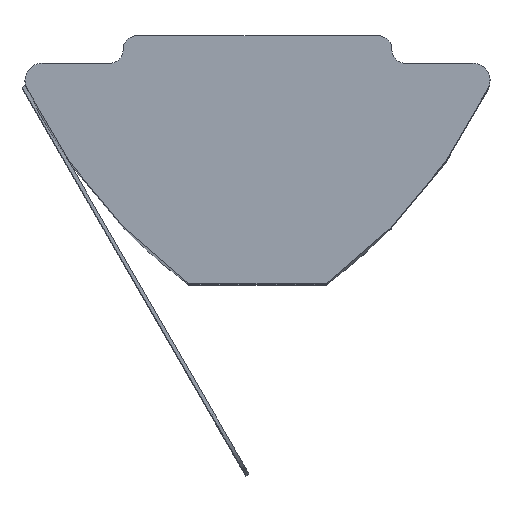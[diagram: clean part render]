
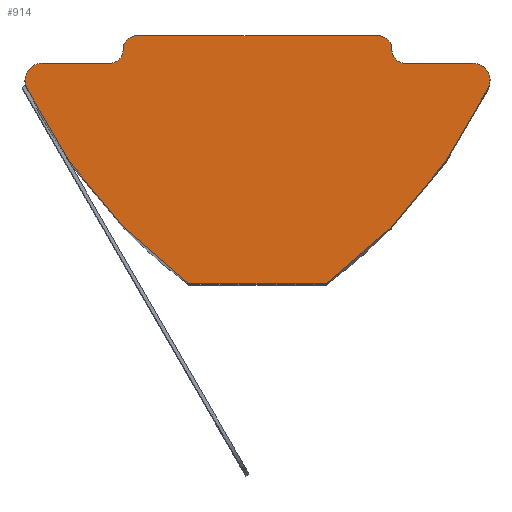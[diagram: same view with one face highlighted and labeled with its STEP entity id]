
A CAD part, top view. The second image highlights one B-rep face of the part: STEP entity #914.
In plain terms, the highlighted planar face has unit normal (0, 0, 1).
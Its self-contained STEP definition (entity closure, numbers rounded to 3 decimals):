
#2 = AXIS2_PLACEMENT_3D ( 'NONE', #814, #646, #358 ) ;
#9 = DIRECTION ( 'NONE',  ( 1., 0., 0. ) ) ;
#14 = DIRECTION ( 'NONE',  ( 1., 0., 0. ) ) ;
#17 = CARTESIAN_POINT ( 'NONE',  ( 2., -7.2, 22. ) ) ;
#32 = ORIENTED_EDGE ( 'NONE', *, *, #550, .T. ) ;
#34 = CIRCLE ( 'NONE', #193, 0.5 ) ;
#40 = VERTEX_POINT ( 'NONE', #440 ) ;
#45 = VERTEX_POINT ( 'NONE', #820 ) ;
#54 = AXIS2_PLACEMENT_3D ( 'NONE', #169, #371, #825 ) ;
#72 = EDGE_CURVE ( 'NONE', #340, #1121, #272, .T. ) ;
#74 = AXIS2_PLACEMENT_3D ( 'NONE', #265, #1116, #278 ) ;
#85 = DIRECTION ( 'NONE',  ( 0., 0., 1. ) ) ;
#99 = CARTESIAN_POINT ( 'NONE',  ( -6.25, -1.3, 22. ) ) ;
#103 = EDGE_CURVE ( 'NONE', #40, #308, #743, .T. ) ;
#108 = DIRECTION ( 'NONE',  ( -1., 0., 0. ) ) ;
#137 = DIRECTION ( 'NONE',  ( 1., 0., 0. ) ) ;
#141 = CARTESIAN_POINT ( 'NONE',  ( -6.702, -1.514, 22. ) ) ;
#169 = CARTESIAN_POINT ( 'NONE',  ( -4.3, -0.4, 22. ) ) ;
#177 = VERTEX_POINT ( 'NONE', #808 ) ;
#193 = AXIS2_PLACEMENT_3D ( 'NONE', #959, #949, #14 ) ;
#198 = CARTESIAN_POINT ( 'NONE',  ( -6.854, 4.908, 22. ) ) ;
#199 = ORIENTED_EDGE ( 'NONE', *, *, #427, .T. ) ;
#236 = ORIENTED_EDGE ( 'NONE', *, *, #103, .T. ) ;
#237 = CARTESIAN_POINT ( 'NONE',  ( 6.25, -0.8, 22. ) ) ;
#265 = CARTESIAN_POINT ( 'NONE',  ( -6.25, -1.3, 22. ) ) ;
#270 = CARTESIAN_POINT ( 'NONE',  ( -3.5, -0.4, 22. ) ) ;
#272 = CIRCLE ( 'NONE', #2, 0.5 ) ;
#278 = DIRECTION ( 'NONE',  ( 1., 0., 0. ) ) ;
#289 = CARTESIAN_POINT ( 'NONE',  ( -6.75, -1.3, 22. ) ) ;
#291 = AXIS2_PLACEMENT_3D ( 'NONE', #714, #500, #890 ) ;
#306 = CARTESIAN_POINT ( 'NONE',  ( 3.9, -0.8, 22. ) ) ;
#308 = VERTEX_POINT ( 'NONE', #915 ) ;
#312 = CARTESIAN_POINT ( 'NONE',  ( -3.9, -0.8, 22. ) ) ;
#334 = CIRCLE ( 'NONE', #700, 15. ) ;
#339 = LINE ( 'NONE', #989, #1151 ) ;
#340 = VERTEX_POINT ( 'NONE', #372 ) ;
#355 = AXIS2_PLACEMENT_3D ( 'NONE', #980, #508, #895 ) ;
#358 = DIRECTION ( 'NONE',  ( -1., 0., 0. ) ) ;
#363 = CARTESIAN_POINT ( 'NONE',  ( 4.3, -0.4, 22. ) ) ;
#371 = DIRECTION ( 'NONE',  ( 0., 0., -1. ) ) ;
#372 = CARTESIAN_POINT ( 'NONE',  ( 6.702, -1.514, 22. ) ) ;
#411 = EDGE_CURVE ( 'NONE', #45, #481, #587, .T. ) ;
#419 = EDGE_CURVE ( 'NONE', #481, #504, #34, .T. ) ;
#427 = EDGE_CURVE ( 'NONE', #1121, #40, #857, .T. ) ;
#440 = CARTESIAN_POINT ( 'NONE',  ( 4.3, -0.8, 22. ) ) ;
#462 = LINE ( 'NONE', #729, #1133 ) ;
#469 = AXIS2_PLACEMENT_3D ( 'NONE', #363, #916, #1105 ) ;
#476 = CARTESIAN_POINT ( 'NONE',  ( -6.25, -0.8, 22. ) ) ;
#481 = VERTEX_POINT ( 'NONE', #476 ) ;
#484 = DIRECTION ( 'NONE',  ( -1., 0., 0. ) ) ;
#500 = DIRECTION ( 'NONE',  ( 0., 0., 1. ) ) ;
#504 = VERTEX_POINT ( 'NONE', #289 ) ;
#508 = DIRECTION ( 'NONE',  ( 0., 0., 1. ) ) ;
#509 = CIRCLE ( 'NONE', #54, 0.4 ) ;
#510 = EDGE_CURVE ( 'NONE', #856, #340, #334, .T. ) ;
#531 = ORIENTED_EDGE ( 'NONE', *, *, #556, .T. ) ;
#550 = EDGE_CURVE ( 'NONE', #308, #985, #1070, .T. ) ;
#556 = EDGE_CURVE ( 'NONE', #1047, #177, #1091, .T. ) ;
#565 = FACE_OUTER_BOUND ( 'NONE', #871, .T. ) ;
#572 = DIRECTION ( 'NONE',  ( 0., 0., 1. ) ) ;
#577 = PLANE ( 'NONE',  #745 ) ;
#585 = ORIENTED_EDGE ( 'NONE', *, *, #709, .T. ) ;
#587 = LINE ( 'NONE', #312, #821 ) ;
#602 = CIRCLE ( 'NONE', #74, 0.5 ) ;
#609 = CARTESIAN_POINT ( 'NONE',  ( -3.5, 0., 22. ) ) ;
#646 = DIRECTION ( 'NONE',  ( 0., 0., 1. ) ) ;
#667 = DIRECTION ( 'NONE',  ( -1., 0., 0. ) ) ;
#674 = ORIENTED_EDGE ( 'NONE', *, *, #411, .T. ) ;
#693 = EDGE_CURVE ( 'NONE', #985, #1030, #462, .T. ) ;
#700 = AXIS2_PLACEMENT_3D ( 'NONE', #198, #572, #667 ) ;
#709 = EDGE_CURVE ( 'NONE', #504, #1047, #602, .T. ) ;
#714 = CARTESIAN_POINT ( 'NONE',  ( 6.854, 4.908, 22. ) ) ;
#729 = CARTESIAN_POINT ( 'NONE',  ( 3.9, 0., 22. ) ) ;
#735 = EDGE_CURVE ( 'NONE', #1030, #838, #996, .T. ) ;
#743 = CIRCLE ( 'NONE', #469, 0.4 ) ;
#745 = AXIS2_PLACEMENT_3D ( 'NONE', #99, #870, #9 ) ;
#783 = AXIS2_PLACEMENT_3D ( 'NONE', #270, #85, #835 ) ;
#792 = ORIENTED_EDGE ( 'NONE', *, *, #72, .T. ) ;
#794 = EDGE_CURVE ( 'NONE', #838, #45, #509, .T. ) ;
#808 = CARTESIAN_POINT ( 'NONE',  ( -2., -7.2, 22. ) ) ;
#814 = CARTESIAN_POINT ( 'NONE',  ( 6.25, -1.3, 22. ) ) ;
#817 = ORIENTED_EDGE ( 'NONE', *, *, #1098, .T. ) ;
#820 = CARTESIAN_POINT ( 'NONE',  ( -4.3, -0.8, 22. ) ) ;
#821 = VECTOR ( 'NONE', #108, 1000. ) ;
#825 = DIRECTION ( 'NONE',  ( 1., 0., 0. ) ) ;
#835 = DIRECTION ( 'NONE',  ( 1., 0., 0. ) ) ;
#838 = VERTEX_POINT ( 'NONE', #921 ) ;
#850 = CARTESIAN_POINT ( 'NONE',  ( 3.5, 0., 22. ) ) ;
#856 = VERTEX_POINT ( 'NONE', #17 ) ;
#857 = LINE ( 'NONE', #306, #917 ) ;
#870 = DIRECTION ( 'NONE',  ( 0., 0., 1. ) ) ;
#871 = EDGE_LOOP ( 'NONE', ( #199, #236, #32, #936, #907, #983, #674, #999, #585, #531, #817, #1074, #792 ) ) ;
#890 = DIRECTION ( 'NONE',  ( 1., 0., 0. ) ) ;
#895 = DIRECTION ( 'NONE',  ( 1., 0., 0. ) ) ;
#907 = ORIENTED_EDGE ( 'NONE', *, *, #735, .T. ) ;
#914 = ADVANCED_FACE ( 'NONE', ( #565 ), #577, .T. ) ;
#915 = CARTESIAN_POINT ( 'NONE',  ( 3.9, -0.4, 22. ) ) ;
#916 = DIRECTION ( 'NONE',  ( 0., 0., -1. ) ) ;
#917 = VECTOR ( 'NONE', #484, 1000. ) ;
#921 = CARTESIAN_POINT ( 'NONE',  ( -3.9, -0.4, 22. ) ) ;
#936 = ORIENTED_EDGE ( 'NONE', *, *, #693, .T. ) ;
#949 = DIRECTION ( 'NONE',  ( 0., 0., 1. ) ) ;
#959 = CARTESIAN_POINT ( 'NONE',  ( -6.25, -1.3, 22. ) ) ;
#980 = CARTESIAN_POINT ( 'NONE',  ( 3.5, -0.4, 22. ) ) ;
#983 = ORIENTED_EDGE ( 'NONE', *, *, #794, .T. ) ;
#985 = VERTEX_POINT ( 'NONE', #850 ) ;
#989 = CARTESIAN_POINT ( 'NONE',  ( -2., -7.2, 22. ) ) ;
#996 = CIRCLE ( 'NONE', #783, 0.4 ) ;
#999 = ORIENTED_EDGE ( 'NONE', *, *, #419, .T. ) ;
#1030 = VERTEX_POINT ( 'NONE', #609 ) ;
#1047 = VERTEX_POINT ( 'NONE', #141 ) ;
#1070 = CIRCLE ( 'NONE', #355, 0.4 ) ;
#1074 = ORIENTED_EDGE ( 'NONE', *, *, #510, .T. ) ;
#1091 = CIRCLE ( 'NONE', #291, 15. ) ;
#1098 = EDGE_CURVE ( 'NONE', #177, #856, #339, .T. ) ;
#1105 = DIRECTION ( 'NONE',  ( 1., 0., 0. ) ) ;
#1116 = DIRECTION ( 'NONE',  ( 0., 0., 1. ) ) ;
#1121 = VERTEX_POINT ( 'NONE', #237 ) ;
#1133 = VECTOR ( 'NONE', #1193, 1000. ) ;
#1151 = VECTOR ( 'NONE', #137, 1000. ) ;
#1193 = DIRECTION ( 'NONE',  ( -1., 0., 0. ) ) ;
